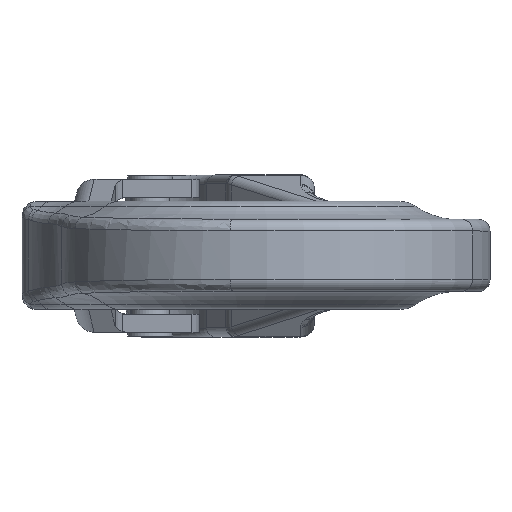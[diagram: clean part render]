
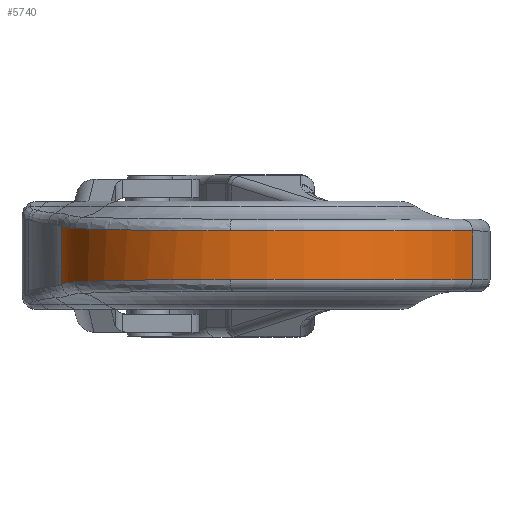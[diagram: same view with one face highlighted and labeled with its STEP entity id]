
A CAD part, top view. The second image highlights one B-rep face of the part: STEP entity #5740.
In plain terms, the highlighted cylindrical face has radius 24 mm (diameter 48 mm), a partial arc.
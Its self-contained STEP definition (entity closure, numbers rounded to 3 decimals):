
#1727=DIRECTION('',(0.,1.,0.));
#1728=VECTOR('',#1727,6.403);
#1729=CARTESIAN_POINT('',(-21.065,-3.202,
67.548));
#1730=LINE('',#1729,#1728);
#1731=CARTESIAN_POINT('',(-21.065,3.202,67.548));
#1763=CARTESIAN_POINT('',(-21.065,-3.202,
67.548));
#1765=DIRECTION('',(0.,-1.,0.));
#1766=VECTOR('',#1765,5.4);
#1767=CARTESIAN_POINT('',(24.559,2.7,72.455));
#1768=LINE('',#1767,#1766);
#1769=CARTESIAN_POINT('',(2.5,2.7,63.));
#1770=DIRECTION('',(0.,1.,0.));
#1771=DIRECTION('',(-0.203,0.,0.979));
#1772=AXIS2_PLACEMENT_3D('',#1769,#1770,#1771);
#1774=CARTESIAN_POINT('',(-19.591,2.959,72.38));
#1775=CARTESIAN_POINT('',(-19.16,2.942,73.396));
#1776=CARTESIAN_POINT('',(-18.158,2.905,75.366));
#1777=CARTESIAN_POINT('',(-16.262,2.85,78.087));
#1778=CARTESIAN_POINT('',(-14.012,2.8,80.522));
#1779=CARTESIAN_POINT('',(-11.448,2.757,82.624));
#1780=CARTESIAN_POINT('',(-8.62,2.724,84.354));
#1781=CARTESIAN_POINT('',(-5.582,2.704,85.679));
#1782=CARTESIAN_POINT('',(-3.454,2.7,86.276));
#1783=CARTESIAN_POINT('',(-2.375,2.7,86.5));
#1785=CARTESIAN_POINT('',(-21.065,3.202,67.548));
#1786=CARTESIAN_POINT('',(-20.962,3.153,68.082));
#1787=CARTESIAN_POINT('',(-20.717,3.073,69.156));
#1788=CARTESIAN_POINT('',(-20.227,2.996,70.775));
#1789=CARTESIAN_POINT('',(-19.817,2.968,71.848));
#1790=CARTESIAN_POINT('',(-19.591,2.959,72.38));
#1792=CARTESIAN_POINT('',(-19.591,-2.959,
72.38));
#1793=CARTESIAN_POINT('',(-19.817,-2.968,
71.847));
#1794=CARTESIAN_POINT('',(-20.227,-2.996,
70.775));
#1795=CARTESIAN_POINT('',(-20.717,-3.073,
69.156));
#1796=CARTESIAN_POINT('',(-20.962,-3.153,
68.082));
#1797=CARTESIAN_POINT('',(-21.065,-3.202,
67.548));
#1799=CARTESIAN_POINT('',(-2.375,-2.7,86.5));
#1800=CARTESIAN_POINT('',(-3.455,-2.7,
86.276));
#1801=CARTESIAN_POINT('',(-5.583,-2.704,
85.679));
#1802=CARTESIAN_POINT('',(-8.621,-2.724,
84.354));
#1803=CARTESIAN_POINT('',(-11.449,-2.757,
82.624));
#1804=CARTESIAN_POINT('',(-14.012,-2.8,
80.521));
#1805=CARTESIAN_POINT('',(-16.263,-2.85,
78.087));
#1806=CARTESIAN_POINT('',(-18.158,-2.905,
75.365));
#1807=CARTESIAN_POINT('',(-19.16,-2.942,
73.395));
#1808=CARTESIAN_POINT('',(-19.591,-2.959,
72.38));
#1810=CARTESIAN_POINT('',(2.5,-2.7,63.));
#1811=DIRECTION('',(0.,-1.,0.));
#1812=DIRECTION('',(0.919,0.,0.394));
#1813=AXIS2_PLACEMENT_3D('',#1810,#1811,#1812);
#3752=CARTESIAN_POINT('',(-19.591,2.959,72.38));
#4570=CARTESIAN_POINT('',(-19.591,-2.959,
72.38));
#5016=VERTEX_POINT('',#1731);
#5023=VERTEX_POINT('',#1763);
#5024=CARTESIAN_POINT('',(24.559,2.7,72.455));
#5025=CARTESIAN_POINT('',(24.559,-2.7,72.455));
#5026=VERTEX_POINT('',#5024);
#5027=VERTEX_POINT('',#5025);
#5028=CARTESIAN_POINT('',(-2.375,-2.7,86.5));
#5029=VERTEX_POINT('',#5028);
#5030=CARTESIAN_POINT('',(-2.375,2.7,86.5));
#5031=VERTEX_POINT('',#5030);
#5084=VERTEX_POINT('',#4570);
#5303=VERTEX_POINT('',#3752);
#5718=CARTESIAN_POINT('',(2.5,-3.202,63.));
#5719=DIRECTION('',(0.,1.,0.));
#5720=DIRECTION('',(1.,0.,0.));
#5721=AXIS2_PLACEMENT_3D('',#5718,#5719,#5720);
#5722=CYLINDRICAL_SURFACE('',#5721,24.);
#5724=ORIENTED_EDGE('',*,*,#5723,.F.);
#5726=ORIENTED_EDGE('',*,*,#5725,.F.);
#5728=ORIENTED_EDGE('',*,*,#5727,.F.);
#5730=ORIENTED_EDGE('',*,*,#5729,.F.);
#5731=ORIENTED_EDGE('',*,*,#5700,.F.);
#5733=ORIENTED_EDGE('',*,*,#5732,.F.);
#5735=ORIENTED_EDGE('',*,*,#5734,.F.);
#5737=ORIENTED_EDGE('',*,*,#5736,.F.);
#5738=EDGE_LOOP('',(#5724,#5726,#5728,#5730,#5731,#5733,#5735,#5737));
#5739=FACE_OUTER_BOUND('',#5738,.F.);
#5740=ADVANCED_FACE('',(#5739),#5722,.F.);
#1773=CIRCLE('',#1772,24.);
#1784=B_SPLINE_CURVE_WITH_KNOTS('',3,(#1774,#1775,#1776,#1777,#1778,#1779,#1780,
#1781,#1782,#1783),.UNSPECIFIED.,.F.,.F.,(4,1,1,1,1,1,1,4),(0.,
0.143,0.286,0.429,0.571,
0.714,0.857,1.),.UNSPECIFIED.);
#1791=B_SPLINE_CURVE_WITH_KNOTS('',3,(#1785,#1786,#1787,#1788,#1789,#1790),
.UNSPECIFIED.,.F.,.F.,(4,1,1,4),(0.,0.333,0.667,1.),
.UNSPECIFIED.);
#1798=B_SPLINE_CURVE_WITH_KNOTS('',3,(#1792,#1793,#1794,#1795,#1796,#1797),
.UNSPECIFIED.,.F.,.F.,(4,1,1,4),(0.,0.333,0.667,1.),
.UNSPECIFIED.);
#1809=B_SPLINE_CURVE_WITH_KNOTS('',3,(#1799,#1800,#1801,#1802,#1803,#1804,#1805,
#1806,#1807,#1808),.UNSPECIFIED.,.F.,.F.,(4,1,1,1,1,1,1,4),(0.,
0.143,0.286,0.429,0.571,
0.714,0.857,1.),.UNSPECIFIED.);
#1814=CIRCLE('',#1813,24.);
#5700=EDGE_CURVE('',#5023,#5016,#1730,.T.);
#5723=EDGE_CURVE('',#5026,#5027,#1768,.T.);
#5725=EDGE_CURVE('',#5031,#5026,#1773,.T.);
#5727=EDGE_CURVE('',#5303,#5031,#1784,.T.);
#5729=EDGE_CURVE('',#5016,#5303,#1791,.T.);
#5732=EDGE_CURVE('',#5084,#5023,#1798,.T.);
#5734=EDGE_CURVE('',#5029,#5084,#1809,.T.);
#5736=EDGE_CURVE('',#5027,#5029,#1814,.T.);
